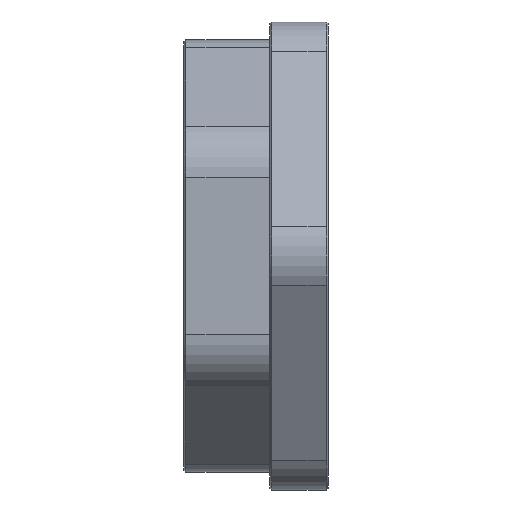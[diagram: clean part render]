
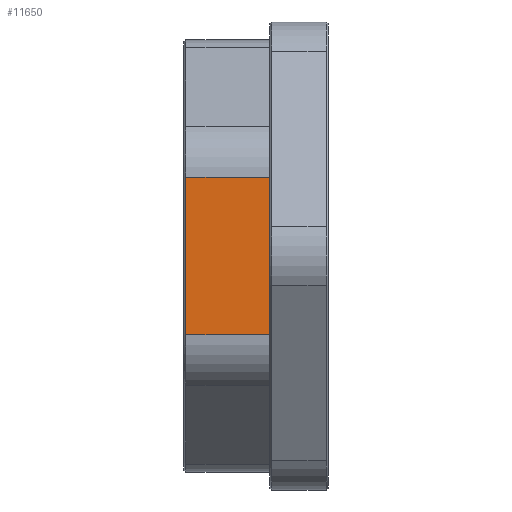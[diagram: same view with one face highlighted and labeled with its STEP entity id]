
A CAD part, left-side view. The second image highlights one B-rep face of the part: STEP entity #11650.
In plain terms, the highlighted planar face has unit normal (-1, 0, 0.001).
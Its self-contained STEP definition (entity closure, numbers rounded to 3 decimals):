
#269 = CARTESIAN_POINT ( 'NONE',  ( -51.113, 26.5, -20.175 ) ) ;
#769 = CARTESIAN_POINT ( 'NONE',  ( -51.1, 26.5, 0.033 ) ) ;
#2495 = CARTESIAN_POINT ( 'NONE',  ( -51.1, 5., 0.033 ) ) ;
#2596 = DIRECTION ( 'NONE',  ( 0., 1., 0. ) ) ;
#3071 = DIRECTION ( 'NONE',  ( 0.001, 0., 1. ) ) ;
#3587 = DIRECTION ( 'NONE',  ( 0.001, 0., 1. ) ) ;
#4616 = CARTESIAN_POINT ( 'NONE',  ( -51.113, 5., -20.175 ) ) ;
#5213 = EDGE_LOOP ( 'NONE', ( #8105, #15823, #14899, #8024 ) ) ;
#6157 = CARTESIAN_POINT ( 'NONE',  ( -51.087, -47.046, 20.24 ) ) ;
#6447 = EDGE_CURVE ( 'NONE', #15851, #11537, #7568, .T. ) ;
#6463 = CARTESIAN_POINT ( 'NONE',  ( -51.087, 26.5, 20.24 ) ) ;
#7568 = LINE ( 'NONE', #6157, #10792 ) ;
#8024 = ORIENTED_EDGE ( 'NONE', *, *, #8182, .T. ) ;
#8105 = ORIENTED_EDGE ( 'NONE', *, *, #6447, .T. ) ;
#8182 = EDGE_CURVE ( 'NONE', #16419, #15851, #16305, .T. ) ;
#8520 = AXIS2_PLACEMENT_3D ( 'NONE', #13424, #9398, #3071 ) ;
#9083 = CARTESIAN_POINT ( 'NONE',  ( -51.113, -47.046, -20.175 ) ) ;
#9398 = DIRECTION ( 'NONE',  ( -1., 0., 0.001 ) ) ;
#9937 = EDGE_CURVE ( 'NONE', #11537, #15669, #13477, .T. ) ;
#10337 = VECTOR ( 'NONE', #14121, 1000. ) ;
#10792 = VECTOR ( 'NONE', #2596, 1000. ) ;
#11537 = VERTEX_POINT ( 'NONE', #6463 ) ;
#11650 = ADVANCED_FACE ( 'NONE', ( #16029 ), #12006, .T. ) ;
#12006 = PLANE ( 'NONE',  #8520 ) ;
#12479 = DIRECTION ( 'NONE',  ( -0.001, 0., -1. ) ) ;
#13173 = VECTOR ( 'NONE', #3587, 1000. ) ;
#13311 = CARTESIAN_POINT ( 'NONE',  ( -51.087, 5., 20.24 ) ) ;
#13424 = CARTESIAN_POINT ( 'NONE',  ( -51.1, -47.046, 0.033 ) ) ;
#13477 = LINE ( 'NONE', #769, #14318 ) ;
#14121 = DIRECTION ( 'NONE',  ( 0., -1., 0. ) ) ;
#14206 = LINE ( 'NONE', #9083, #10337 ) ;
#14318 = VECTOR ( 'NONE', #12479, 1000. ) ;
#14899 = ORIENTED_EDGE ( 'NONE', *, *, #14948, .T. ) ;
#14948 = EDGE_CURVE ( 'NONE', #15669, #16419, #14206, .T. ) ;
#15669 = VERTEX_POINT ( 'NONE', #269 ) ;
#15823 = ORIENTED_EDGE ( 'NONE', *, *, #9937, .T. ) ;
#15851 = VERTEX_POINT ( 'NONE', #13311 ) ;
#16029 = FACE_OUTER_BOUND ( 'NONE', #5213, .T. ) ;
#16305 = LINE ( 'NONE', #2495, #13173 ) ;
#16419 = VERTEX_POINT ( 'NONE', #4616 ) ;
